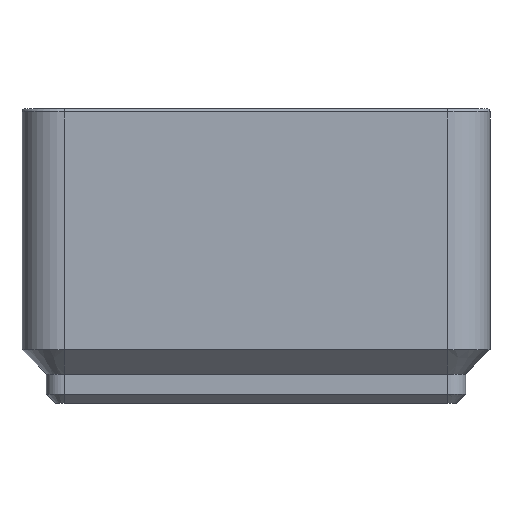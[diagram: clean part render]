
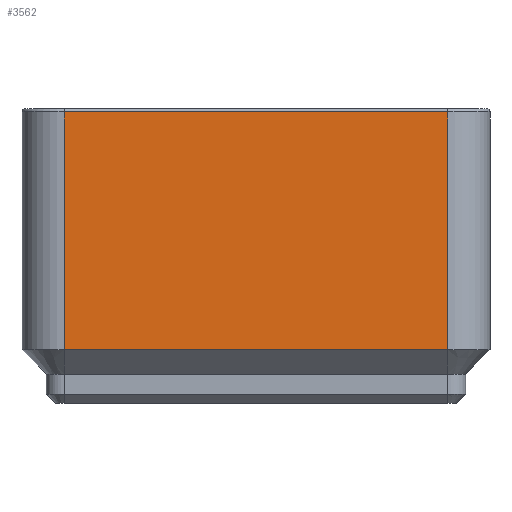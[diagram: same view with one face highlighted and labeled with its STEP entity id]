
A CAD part, left-side view. The second image highlights one B-rep face of the part: STEP entity #3562.
In plain terms, the highlighted planar face has unit normal (-1, 0, 0).
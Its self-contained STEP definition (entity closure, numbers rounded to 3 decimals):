
#1033 = CYLINDRICAL_SURFACE('',#1034,0.3);
#1034 = AXIS2_PLACEMENT_3D('',#1035,#1036,#1037);
#1035 = CARTESIAN_POINT('',(-20.45,17.,25.843));
#1036 = DIRECTION('',(0.,-1.,0.));
#1037 = DIRECTION('',(0.,0.,1.));
#2359 = VERTEX_POINT('',#2360);
#2360 = CARTESIAN_POINT('',(-20.75,17.,25.843));
#2395 = CYLINDRICAL_SURFACE('',#2396,3.75);
#2396 = AXIS2_PLACEMENT_3D('',#2397,#2398,#2399);
#2397 = CARTESIAN_POINT('',(-17.,17.,5.25));
#2398 = DIRECTION('',(0.,0.,1.));
#2399 = DIRECTION('',(1.,0.,0.));
#2464 = EDGE_CURVE('',#2359,#2465,#2467,.T.);
#2465 = VERTEX_POINT('',#2466);
#2466 = CARTESIAN_POINT('',(-20.75,-17.,25.843));
#2467 = SURFACE_CURVE('',#2468,(#2472,#2479),.PCURVE_S1.);
#2468 = LINE('',#2469,#2470);
#2469 = CARTESIAN_POINT('',(-20.75,17.,25.843));
#2470 = VECTOR('',#2471,1.);
#2471 = DIRECTION('',(0.,-1.,0.));
#2472 = PCURVE('',#1033,#2473);
#2473 = DEFINITIONAL_REPRESENTATION('',(#2474),#2478);
#2474 = LINE('',#2475,#2476);
#2475 = CARTESIAN_POINT('',(1.571,0.));
#2476 = VECTOR('',#2477,1.);
#2477 = DIRECTION('',(0.,1.));
#2478 = ( GEOMETRIC_REPRESENTATION_CONTEXT(2) 
PARAMETRIC_REPRESENTATION_CONTEXT() REPRESENTATION_CONTEXT('2D SPACE',''
  ) );
#2479 = PCURVE('',#2480,#2485);
#2480 = PLANE('',#2481);
#2481 = AXIS2_PLACEMENT_3D('',#2482,#2483,#2484);
#2482 = CARTESIAN_POINT('',(-20.75,-17.,5.25));
#2483 = DIRECTION('',(1.,0.,0.));
#2484 = DIRECTION('',(-0.,1.,0.));
#2485 = DEFINITIONAL_REPRESENTATION('',(#2486),#2490);
#2486 = LINE('',#2487,#2488);
#2487 = CARTESIAN_POINT('',(34.,20.593));
#2488 = VECTOR('',#2489,1.);
#2489 = DIRECTION('',(-1.,0.));
#2490 = ( GEOMETRIC_REPRESENTATION_CONTEXT(2) 
PARAMETRIC_REPRESENTATION_CONTEXT() REPRESENTATION_CONTEXT('2D SPACE',''
  ) );
#2609 = CYLINDRICAL_SURFACE('',#2610,3.75);
#2610 = AXIS2_PLACEMENT_3D('',#2611,#2612,#2613);
#2611 = CARTESIAN_POINT('',(-17.,-17.,5.25));
#2612 = DIRECTION('',(0.,0.,1.));
#2613 = DIRECTION('',(1.,0.,0.));
#3459 = VERTEX_POINT('',#3460);
#3460 = CARTESIAN_POINT('',(-20.75,17.,4.75));
#3487 = EDGE_CURVE('',#2359,#3459,#3488,.T.);
#3488 = SURFACE_CURVE('',#3489,(#3493,#3500),.PCURVE_S1.);
#3489 = LINE('',#3490,#3491);
#3490 = CARTESIAN_POINT('',(-20.75,17.,52.8));
#3491 = VECTOR('',#3492,1.);
#3492 = DIRECTION('',(0.,0.,-1.));
#3493 = PCURVE('',#2395,#3494);
#3494 = DEFINITIONAL_REPRESENTATION('',(#3495),#3499);
#3495 = LINE('',#3496,#3497);
#3496 = CARTESIAN_POINT('',(3.142,47.55));
#3497 = VECTOR('',#3498,1.);
#3498 = DIRECTION('',(0.,-1.));
#3499 = ( GEOMETRIC_REPRESENTATION_CONTEXT(2) 
PARAMETRIC_REPRESENTATION_CONTEXT() REPRESENTATION_CONTEXT('2D SPACE',''
  ) );
#3500 = PCURVE('',#2480,#3501);
#3501 = DEFINITIONAL_REPRESENTATION('',(#3502),#3506);
#3502 = LINE('',#3503,#3504);
#3503 = CARTESIAN_POINT('',(34.,47.55));
#3504 = VECTOR('',#3505,1.);
#3505 = DIRECTION('',(0.,-1.));
#3506 = ( GEOMETRIC_REPRESENTATION_CONTEXT(2) 
PARAMETRIC_REPRESENTATION_CONTEXT() REPRESENTATION_CONTEXT('2D SPACE',''
  ) );
#3562 = ADVANCED_FACE('',(#3563),#2480,.F.);
#3563 = FACE_BOUND('',#3564,.F.);
#3564 = EDGE_LOOP('',(#3565,#3588,#3614,#3615));
#3565 = ORIENTED_EDGE('',*,*,#3566,.F.);
#3566 = EDGE_CURVE('',#3567,#2465,#3569,.T.);
#3567 = VERTEX_POINT('',#3568);
#3568 = CARTESIAN_POINT('',(-20.75,-17.,4.75));
#3569 = SURFACE_CURVE('',#3570,(#3574,#3581),.PCURVE_S1.);
#3570 = LINE('',#3571,#3572);
#3571 = CARTESIAN_POINT('',(-20.75,-17.,4.75));
#3572 = VECTOR('',#3573,1.);
#3573 = DIRECTION('',(0.,0.,1.));
#3574 = PCURVE('',#2480,#3575);
#3575 = DEFINITIONAL_REPRESENTATION('',(#3576),#3580);
#3576 = LINE('',#3577,#3578);
#3577 = CARTESIAN_POINT('',(0.,-0.5));
#3578 = VECTOR('',#3579,1.);
#3579 = DIRECTION('',(0.,1.));
#3580 = ( GEOMETRIC_REPRESENTATION_CONTEXT(2) 
PARAMETRIC_REPRESENTATION_CONTEXT() REPRESENTATION_CONTEXT('2D SPACE',''
  ) );
#3581 = PCURVE('',#2609,#3582);
#3582 = DEFINITIONAL_REPRESENTATION('',(#3583),#3587);
#3583 = LINE('',#3584,#3585);
#3584 = CARTESIAN_POINT('',(3.142,-0.5));
#3585 = VECTOR('',#3586,1.);
#3586 = DIRECTION('',(-0.,1.));
#3587 = ( GEOMETRIC_REPRESENTATION_CONTEXT(2) 
PARAMETRIC_REPRESENTATION_CONTEXT() REPRESENTATION_CONTEXT('2D SPACE',''
  ) );
#3588 = ORIENTED_EDGE('',*,*,#3589,.T.);
#3589 = EDGE_CURVE('',#3567,#3459,#3590,.T.);
#3590 = SURFACE_CURVE('',#3591,(#3595,#3602),.PCURVE_S1.);
#3591 = LINE('',#3592,#3593);
#3592 = CARTESIAN_POINT('',(-20.75,-8.5,4.75));
#3593 = VECTOR('',#3594,1.);
#3594 = DIRECTION('',(0.,1.,0.));
#3595 = PCURVE('',#2480,#3596);
#3596 = DEFINITIONAL_REPRESENTATION('',(#3597),#3601);
#3597 = LINE('',#3598,#3599);
#3598 = CARTESIAN_POINT('',(8.5,-0.5));
#3599 = VECTOR('',#3600,1.);
#3600 = DIRECTION('',(1.,0.));
#3601 = ( GEOMETRIC_REPRESENTATION_CONTEXT(2) 
PARAMETRIC_REPRESENTATION_CONTEXT() REPRESENTATION_CONTEXT('2D SPACE',''
  ) );
#3602 = PCURVE('',#3603,#3608);
#3603 = PLANE('',#3604);
#3604 = AXIS2_PLACEMENT_3D('',#3605,#3606,#3607);
#3605 = CARTESIAN_POINT('',(-21.,0.,5.));
#3606 = DIRECTION('',(0.707,0.,0.707));
#3607 = DIRECTION('',(-0.707,0.,0.707));
#3608 = DEFINITIONAL_REPRESENTATION('',(#3609),#3613);
#3609 = LINE('',#3610,#3611);
#3610 = CARTESIAN_POINT('',(-0.354,8.5));
#3611 = VECTOR('',#3612,1.);
#3612 = DIRECTION('',(-0.,-1.));
#3613 = ( GEOMETRIC_REPRESENTATION_CONTEXT(2) 
PARAMETRIC_REPRESENTATION_CONTEXT() REPRESENTATION_CONTEXT('2D SPACE',''
  ) );
#3614 = ORIENTED_EDGE('',*,*,#3487,.F.);
#3615 = ORIENTED_EDGE('',*,*,#2464,.T.);
